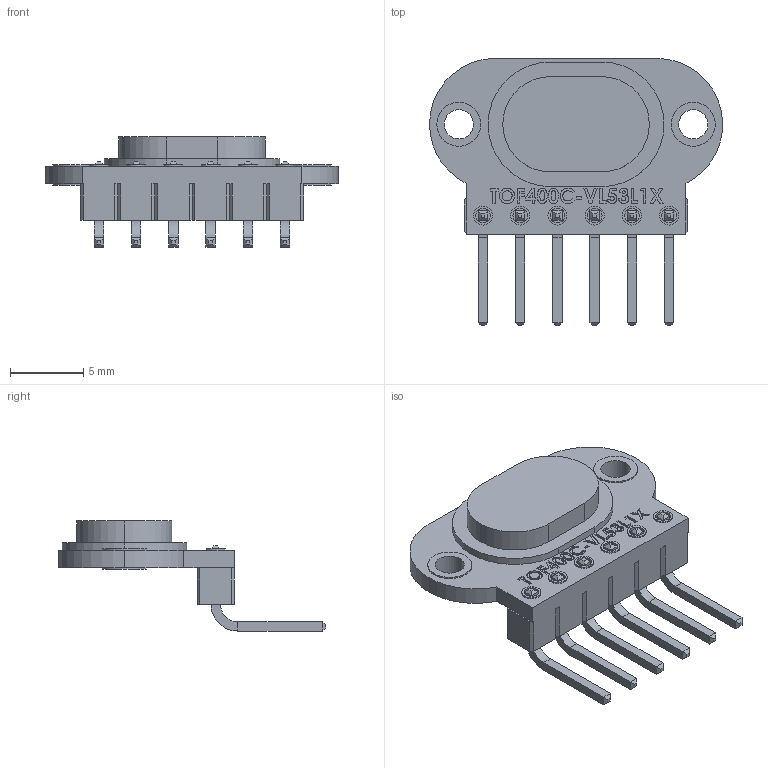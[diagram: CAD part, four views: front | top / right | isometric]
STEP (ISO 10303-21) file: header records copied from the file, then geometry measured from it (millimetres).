
FILE_DESCRIPTION (( 'STEP AP203' ), '1' );
FILE_NAME ('TOF400C.STEP', '2022-03-14T14:33:01', ( '' ), ( '' ), 'SwSTEP 2.0', 'SolidWorks 2021', '' );
FILE_SCHEMA (( 'CONFIG_CONTROL_DESIGN' ));
Length unit declared in the file: millimetre
Products named in the file (1): TOF400C
Bounding box: 19.99 x 18.23 x 7.52 mm (x, y, z)
Volume: 483.2 mm3; surface area: 838.4 mm2
Topology: 1 solids, 1 shells, 638 faces, 1619 edges, 1048 vertices
Faces by surface type: plane 449, bspline 132, cylinder 57
Entity records: 26204 total; most frequent: CARTESIAN_POINT 11592, ORIENTED_EDGE 3238, DIRECTION 2469, EDGE_CURVE 1619, VECTOR 1227, LINE 1227, VERTEX_POINT 1048, EDGE_LOOP 707
